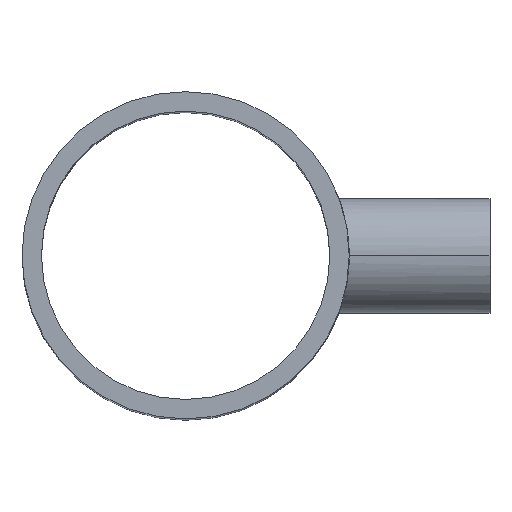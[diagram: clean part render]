
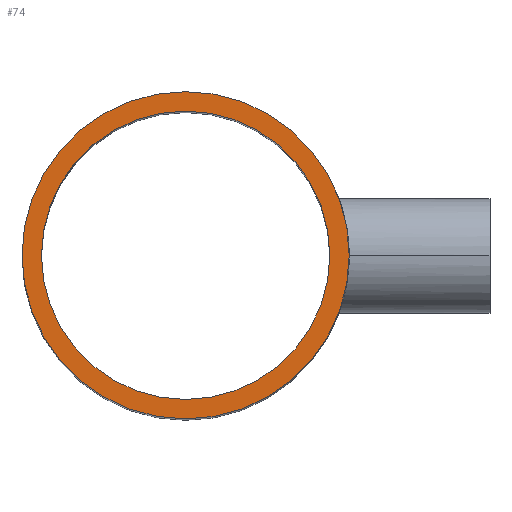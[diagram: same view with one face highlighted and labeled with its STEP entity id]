
A CAD part, top view. The second image highlights one B-rep face of the part: STEP entity #74.
In plain terms, the highlighted planar face has unit normal (0, 0, 1).
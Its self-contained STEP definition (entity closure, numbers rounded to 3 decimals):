
#3 = ORIENTED_EDGE ( 'NONE', *, *, #655, .T. ) ;
#7 = ORIENTED_EDGE ( 'NONE', *, *, #465, .F. ) ;
#12 = DIRECTION ( 'NONE',  ( 0., 0., 1. ) ) ;
#37 = DIRECTION ( 'NONE',  ( 1., 0., 0. ) ) ;
#46 = EDGE_LOOP ( 'NONE', ( #7, #221 ) ) ;
#52 = EDGE_LOOP ( 'NONE', ( #3, #393 ) ) ;
#71 = CARTESIAN_POINT ( 'NONE',  ( 0., 0., 394.5 ) ) ;
#74 = ADVANCED_FACE ( 'NONE', ( #86, #574 ), #242, .T. ) ;
#76 = DIRECTION ( 'NONE',  ( 0., 0., 1. ) ) ;
#86 = FACE_OUTER_BOUND ( 'NONE', #52, .T. ) ;
#168 = AXIS2_PLACEMENT_3D ( 'NONE', #370, #12, #278 ) ;
#186 = VERTEX_POINT ( 'NONE', #225 ) ;
#190 = CARTESIAN_POINT ( 'NONE',  ( 0., 0., 394.5 ) ) ;
#215 = VERTEX_POINT ( 'NONE', #309 ) ;
#221 = ORIENTED_EDGE ( 'NONE', *, *, #647, .F. ) ;
#225 = CARTESIAN_POINT ( 'NONE',  ( -157.5, 0., 394.5 ) ) ;
#242 = PLANE ( 'NONE',  #276 ) ;
#276 = AXIS2_PLACEMENT_3D ( 'NONE', #190, #541, #593 ) ;
#278 = DIRECTION ( 'NONE',  ( 1., 0., 0. ) ) ;
#294 = CARTESIAN_POINT ( 'NONE',  ( 0., 0., 394.5 ) ) ;
#295 = CIRCLE ( 'NONE', #337, 157.5 ) ;
#309 = CARTESIAN_POINT ( 'NONE',  ( -138.8, 0., 394.5 ) ) ;
#323 = EDGE_CURVE ( 'NONE', #452, #186, #449, .T. ) ;
#337 = AXIS2_PLACEMENT_3D ( 'NONE', #71, #583, #527 ) ;
#370 = CARTESIAN_POINT ( 'NONE',  ( 0., 0., 394.5 ) ) ;
#379 = DIRECTION ( 'NONE',  ( 1., 0., 0. ) ) ;
#393 = ORIENTED_EDGE ( 'NONE', *, *, #323, .T. ) ;
#449 = CIRCLE ( 'NONE', #168, 157.5 ) ;
#452 = VERTEX_POINT ( 'NONE', #544 ) ;
#465 = EDGE_CURVE ( 'NONE', #215, #566, #561, .T. ) ;
#495 = DIRECTION ( 'NONE',  ( 0., 0., 1. ) ) ;
#511 = CARTESIAN_POINT ( 'NONE',  ( 138.8, 0., 394.5 ) ) ;
#527 = DIRECTION ( 'NONE',  ( 1., 0., 0. ) ) ;
#539 = CARTESIAN_POINT ( 'NONE',  ( 0., 0., 394.5 ) ) ;
#541 = DIRECTION ( 'NONE',  ( 0., 0., 1. ) ) ;
#544 = CARTESIAN_POINT ( 'NONE',  ( 157.5, 0., 394.5 ) ) ;
#561 = CIRCLE ( 'NONE', #573, 138.8 ) ;
#566 = VERTEX_POINT ( 'NONE', #511 ) ;
#573 = AXIS2_PLACEMENT_3D ( 'NONE', #294, #495, #37 ) ;
#574 = FACE_BOUND ( 'NONE', #46, .T. ) ;
#583 = DIRECTION ( 'NONE',  ( 0., 0., 1. ) ) ;
#593 = DIRECTION ( 'NONE',  ( 1., 0., 0. ) ) ;
#614 = CIRCLE ( 'NONE', #657, 138.8 ) ;
#647 = EDGE_CURVE ( 'NONE', #566, #215, #614, .T. ) ;
#655 = EDGE_CURVE ( 'NONE', #186, #452, #295, .T. ) ;
#657 = AXIS2_PLACEMENT_3D ( 'NONE', #539, #76, #379 ) ;
